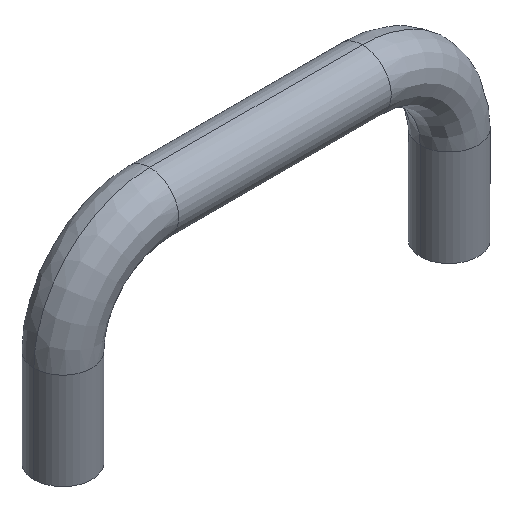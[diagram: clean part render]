
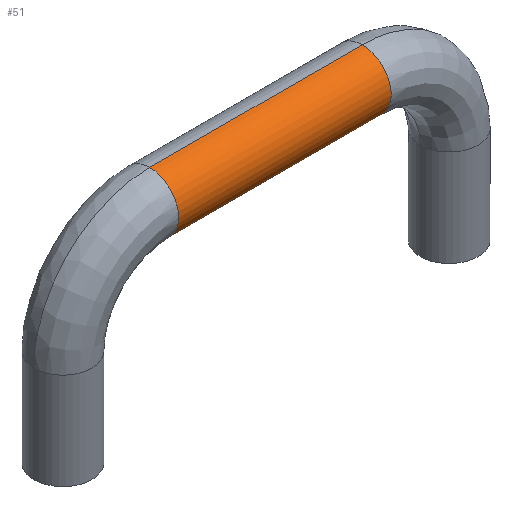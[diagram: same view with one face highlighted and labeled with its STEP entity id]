
A CAD part, isometric view. The second image highlights one B-rep face of the part: STEP entity #51.
In plain terms, the highlighted cylindrical face has radius 3 mm (diameter 6 mm), a partial arc.
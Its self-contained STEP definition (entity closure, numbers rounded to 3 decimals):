
#51=ADVANCED_FACE('',(#171),#170,.T.);
#170=CYLINDRICAL_SURFACE('',#480,3.);
#171=FACE_OUTER_BOUND('',#481,.T.);
#477=CARTESIAN_POINT('',(0.,0.,3.));
#478=DIRECTION('',(-1.,0.,0.));
#479=DIRECTION('',(0.,0.,1.));
#480=AXIS2_PLACEMENT_3D('',#477,#478,#479);
#481=EDGE_LOOP('',(#552,#553,#554,#555));
#552=ORIENTED_EDGE('',*,*,#580,.T.);
#553=ORIENTED_EDGE('',*,*,#606,.T.);
#554=ORIENTED_EDGE('',*,*,#594,.F.);
#555=ORIENTED_EDGE('',*,*,#607,.F.);
#580=EDGE_CURVE('',#614,#615,#616,.T.);
#594=EDGE_CURVE('',#704,#711,#712,.T.);
#606=EDGE_CURVE('',#615,#711,#790,.T.);
#607=EDGE_CURVE('',#614,#704,#796,.T.);
#614=VERTEX_POINT('',#838);
#615=VERTEX_POINT('',#839);
#616=CIRCLE('',#843,3.);
#704=VERTEX_POINT('',#903);
#711=VERTEX_POINT('',#908);
#712=CIRCLE('',#912,3.);
#790=(BOUNDED_CURVE() B_SPLINE_CURVE(1,(#960,#961),.UNSPECIFIED.,.F.,.F.) B_SPLINE_CURVE_WITH_KNOTS((2,2),(0.083,0.917),.UNSPECIFIED.) CURVE() GEOMETRIC_REPRESENTATION_ITEM() RATIONAL_B_SPLINE_CURVE((1.,1.)) REPRESENTATION_ITEM('') );
#796=(BOUNDED_CURVE() B_SPLINE_CURVE(1,(#962,#963),.UNSPECIFIED.,.F.,.F.) B_SPLINE_CURVE_WITH_KNOTS((2,2),(0.083,0.917),.UNSPECIFIED.) CURVE() GEOMETRIC_REPRESENTATION_ITEM() RATIONAL_B_SPLINE_CURVE((0.75,0.75)) REPRESENTATION_ITEM('') );
#838=CARTESIAN_POINT('',(11.,0.,0.));
#839=CARTESIAN_POINT('',(11.,0.,6.));
#840=CARTESIAN_POINT('',(11.,0.,3.));
#841=DIRECTION('',(-1.,0.,0.));
#842=DIRECTION('',(0.,0.,1.));
#843=AXIS2_PLACEMENT_3D('',#840,#841,#842);
#903=CARTESIAN_POINT('',(-11.,0.,0.));
#908=CARTESIAN_POINT('',(-11.,0.,6.));
#909=CARTESIAN_POINT('',(-11.,0.,3.));
#910=DIRECTION('',(-1.,0.,0.));
#911=DIRECTION('',(0.,0.,1.));
#912=AXIS2_PLACEMENT_3D('',#909,#910,#911);
#960=CARTESIAN_POINT('',(11.,0.,6.));
#961=CARTESIAN_POINT('',(-11.,0.,6.));
#962=CARTESIAN_POINT('',(11.,0.,0.));
#963=CARTESIAN_POINT('',(-11.,0.,0.));
